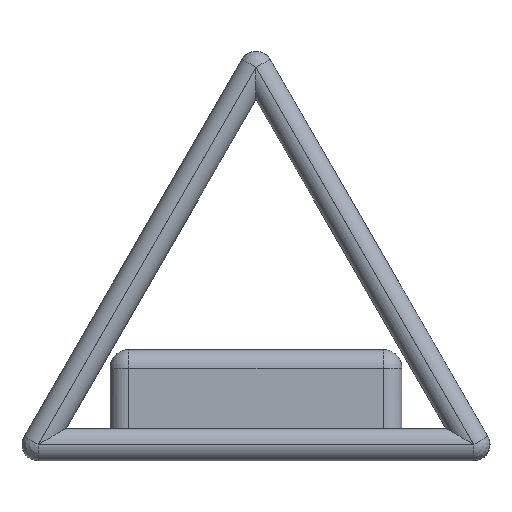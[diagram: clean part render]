
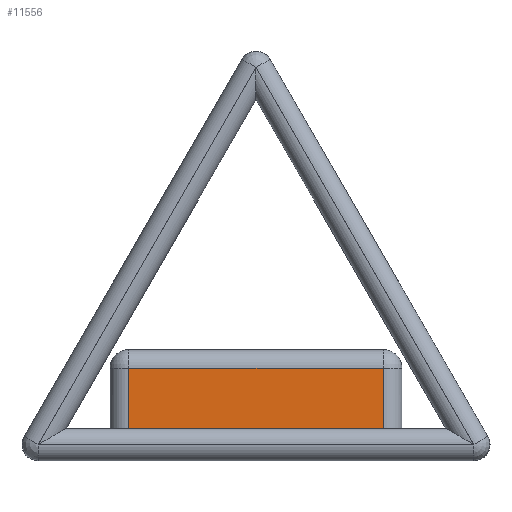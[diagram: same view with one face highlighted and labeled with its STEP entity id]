
A CAD part, left-side view. The second image highlights one B-rep face of the part: STEP entity #11556.
In plain terms, the highlighted planar face has unit normal (-1, 0, 0).
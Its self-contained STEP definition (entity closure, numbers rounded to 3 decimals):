
#1960 = CYLINDRICAL_SURFACE('',#1961,2.);
#1961 = AXIS2_PLACEMENT_3D('',#1962,#1963,#1964);
#1962 = CARTESIAN_POINT('',(-23.3,13.75,0.));
#1963 = DIRECTION('',(0.,0.,1.));
#1964 = DIRECTION('',(-0.,1.,0.));
#2423 = CYLINDRICAL_SURFACE('',#2424,2.);
#2424 = AXIS2_PLACEMENT_3D('',#2425,#2426,#2427);
#2425 = CARTESIAN_POINT('',(-23.3,-13.75,0.));
#2426 = DIRECTION('',(0.,0.,1.));
#2427 = DIRECTION('',(0.,-1.,0.));
#4975 = PLANE('',#4976);
#4976 = AXIS2_PLACEMENT_3D('',#4977,#4978,#4979);
#4977 = CARTESIAN_POINT('',(0.,0.,0.));
#4978 = DIRECTION('',(0.,0.,1.));
#4979 = DIRECTION('',(1.,0.,-0.));
#5143 = VERTEX_POINT('',#5144);
#5144 = CARTESIAN_POINT('',(-25.3,13.75,0.));
#5166 = EDGE_CURVE('',#5143,#5167,#5169,.T.);
#5167 = VERTEX_POINT('',#5168);
#5168 = CARTESIAN_POINT('',(-25.3,13.75,10.));
#5169 = SURFACE_CURVE('',#5170,(#5174,#5181),.PCURVE_S1.);
#5170 = LINE('',#5171,#5172);
#5171 = CARTESIAN_POINT('',(-25.3,13.75,0.));
#5172 = VECTOR('',#5173,1.);
#5173 = DIRECTION('',(0.,0.,1.));
#5174 = PCURVE('',#1960,#5175);
#5175 = DEFINITIONAL_REPRESENTATION('',(#5176),#5180);
#5176 = LINE('',#5177,#5178);
#5177 = CARTESIAN_POINT('',(1.571,0.));
#5178 = VECTOR('',#5179,1.);
#5179 = DIRECTION('',(0.,1.));
#5180 = ( GEOMETRIC_REPRESENTATION_CONTEXT(2) 
PARAMETRIC_REPRESENTATION_CONTEXT() REPRESENTATION_CONTEXT('2D SPACE',''
  ) );
#5181 = PCURVE('',#5182,#5187);
#5182 = PLANE('',#5183);
#5183 = AXIS2_PLACEMENT_3D('',#5184,#5185,#5186);
#5184 = CARTESIAN_POINT('',(-25.3,15.75,0.));
#5185 = DIRECTION('',(1.,0.,-0.));
#5186 = DIRECTION('',(0.,-1.,0.));
#5187 = DEFINITIONAL_REPRESENTATION('',(#5188),#5192);
#5188 = LINE('',#5189,#5190);
#5189 = CARTESIAN_POINT('',(2.,0.));
#5190 = VECTOR('',#5191,1.);
#5191 = DIRECTION('',(0.,-1.));
#5192 = ( GEOMETRIC_REPRESENTATION_CONTEXT(2) 
PARAMETRIC_REPRESENTATION_CONTEXT() REPRESENTATION_CONTEXT('2D SPACE',''
  ) );
#5781 = VERTEX_POINT('',#5782);
#5782 = CARTESIAN_POINT('',(-25.3,-13.75,0.));
#5808 = EDGE_CURVE('',#5781,#5809,#5811,.T.);
#5809 = VERTEX_POINT('',#5810);
#5810 = CARTESIAN_POINT('',(-25.3,-13.75,10.));
#5811 = SURFACE_CURVE('',#5812,(#5816,#5823),.PCURVE_S1.);
#5812 = LINE('',#5813,#5814);
#5813 = CARTESIAN_POINT('',(-25.3,-13.75,0.));
#5814 = VECTOR('',#5815,1.);
#5815 = DIRECTION('',(0.,0.,1.));
#5816 = PCURVE('',#2423,#5817);
#5817 = DEFINITIONAL_REPRESENTATION('',(#5818),#5822);
#5818 = LINE('',#5819,#5820);
#5819 = CARTESIAN_POINT('',(-1.571,0.));
#5820 = VECTOR('',#5821,1.);
#5821 = DIRECTION('',(-0.,1.));
#5822 = ( GEOMETRIC_REPRESENTATION_CONTEXT(2) 
PARAMETRIC_REPRESENTATION_CONTEXT() REPRESENTATION_CONTEXT('2D SPACE',''
  ) );
#5823 = PCURVE('',#5182,#5824);
#5824 = DEFINITIONAL_REPRESENTATION('',(#5825),#5829);
#5825 = LINE('',#5826,#5827);
#5826 = CARTESIAN_POINT('',(29.5,0.));
#5827 = VECTOR('',#5828,1.);
#5828 = DIRECTION('',(0.,-1.));
#5829 = ( GEOMETRIC_REPRESENTATION_CONTEXT(2) 
PARAMETRIC_REPRESENTATION_CONTEXT() REPRESENTATION_CONTEXT('2D SPACE',''
  ) );
#10795 = EDGE_CURVE('',#5143,#5781,#10796,.T.);
#10796 = SURFACE_CURVE('',#10797,(#10801,#10808),.PCURVE_S1.);
#10797 = LINE('',#10798,#10799);
#10798 = CARTESIAN_POINT('',(-25.3,15.75,0.));
#10799 = VECTOR('',#10800,1.);
#10800 = DIRECTION('',(0.,-1.,0.));
#10801 = PCURVE('',#4975,#10802);
#10802 = DEFINITIONAL_REPRESENTATION('',(#10803),#10807);
#10803 = LINE('',#10804,#10805);
#10804 = CARTESIAN_POINT('',(-25.3,15.75));
#10805 = VECTOR('',#10806,1.);
#10806 = DIRECTION('',(0.,-1.));
#10807 = ( GEOMETRIC_REPRESENTATION_CONTEXT(2) 
PARAMETRIC_REPRESENTATION_CONTEXT() REPRESENTATION_CONTEXT('2D SPACE',''
  ) );
#10808 = PCURVE('',#5182,#10809);
#10809 = DEFINITIONAL_REPRESENTATION('',(#10810),#10814);
#10810 = LINE('',#10811,#10812);
#10811 = CARTESIAN_POINT('',(0.,0.));
#10812 = VECTOR('',#10813,1.);
#10813 = DIRECTION('',(1.,0.));
#10814 = ( GEOMETRIC_REPRESENTATION_CONTEXT(2) 
PARAMETRIC_REPRESENTATION_CONTEXT() REPRESENTATION_CONTEXT('2D SPACE',''
  ) );
#11544 = CYLINDRICAL_SURFACE('',#11545,2.);
#11545 = AXIS2_PLACEMENT_3D('',#11546,#11547,#11548);
#11546 = CARTESIAN_POINT('',(-23.3,15.75,10.));
#11547 = DIRECTION('',(0.,-1.,0.));
#11548 = DIRECTION('',(-1.,-0.,0.));
#11556 = ADVANCED_FACE('',(#11557),#5182,.F.);
#11557 = FACE_BOUND('',#11558,.F.);
#11558 = EDGE_LOOP('',(#11559,#11560,#11561,#11582));
#11559 = ORIENTED_EDGE('',*,*,#10795,.F.);
#11560 = ORIENTED_EDGE('',*,*,#5166,.T.);
#11561 = ORIENTED_EDGE('',*,*,#11562,.T.);
#11562 = EDGE_CURVE('',#5167,#5809,#11563,.T.);
#11563 = SURFACE_CURVE('',#11564,(#11568,#11575),.PCURVE_S1.);
#11564 = LINE('',#11565,#11566);
#11565 = CARTESIAN_POINT('',(-25.3,15.75,10.));
#11566 = VECTOR('',#11567,1.);
#11567 = DIRECTION('',(0.,-1.,0.));
#11568 = PCURVE('',#5182,#11569);
#11569 = DEFINITIONAL_REPRESENTATION('',(#11570),#11574);
#11570 = LINE('',#11571,#11572);
#11571 = CARTESIAN_POINT('',(0.,-10.));
#11572 = VECTOR('',#11573,1.);
#11573 = DIRECTION('',(1.,0.));
#11574 = ( GEOMETRIC_REPRESENTATION_CONTEXT(2) 
PARAMETRIC_REPRESENTATION_CONTEXT() REPRESENTATION_CONTEXT('2D SPACE',''
  ) );
#11575 = PCURVE('',#11544,#11576);
#11576 = DEFINITIONAL_REPRESENTATION('',(#11577),#11581);
#11577 = LINE('',#11578,#11579);
#11578 = CARTESIAN_POINT('',(-0.,0.));
#11579 = VECTOR('',#11580,1.);
#11580 = DIRECTION('',(-0.,1.));
#11581 = ( GEOMETRIC_REPRESENTATION_CONTEXT(2) 
PARAMETRIC_REPRESENTATION_CONTEXT() REPRESENTATION_CONTEXT('2D SPACE',''
  ) );
#11582 = ORIENTED_EDGE('',*,*,#5808,.F.);
